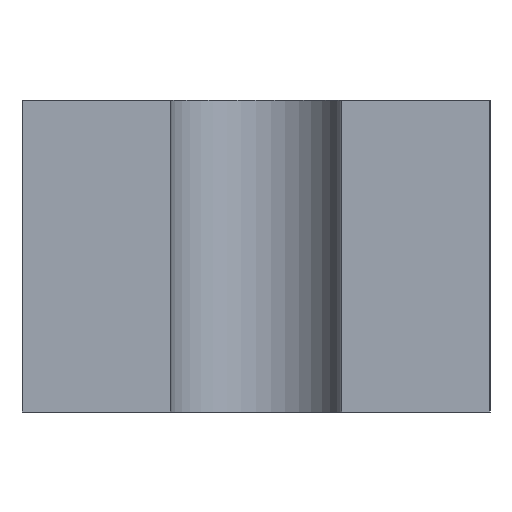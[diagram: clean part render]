
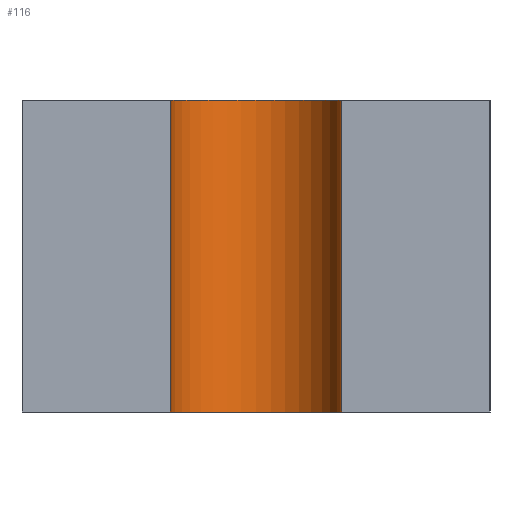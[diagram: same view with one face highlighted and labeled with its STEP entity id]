
A CAD part, left-side view. The second image highlights one B-rep face of the part: STEP entity #116.
In plain terms, the highlighted cylindrical face has radius 11 mm (diameter 22 mm), a partial arc.
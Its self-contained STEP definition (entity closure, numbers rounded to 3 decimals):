
#10 = LINE ( 'NONE', #455, #610 ) ;
#37 = CARTESIAN_POINT ( 'NONE',  ( 0., -11., 40. ) ) ;
#57 = FACE_OUTER_BOUND ( 'NONE', #476, .T. ) ;
#67 = EDGE_CURVE ( 'NONE', #479, #344, #629, .T. ) ;
#111 = DIRECTION ( 'NONE',  ( 0., 0., -1. ) ) ;
#116 = ADVANCED_FACE ( 'NONE', ( #57 ), #454, .F. ) ;
#153 = CARTESIAN_POINT ( 'NONE',  ( 0., 0., -60. ) ) ;
#173 = EDGE_CURVE ( 'NONE', #344, #453, #306, .T. ) ;
#175 = VERTEX_POINT ( 'NONE', #358 ) ;
#200 = CARTESIAN_POINT ( 'NONE',  ( 0., 11., 0. ) ) ;
#239 = ORIENTED_EDGE ( 'NONE', *, *, #511, .T. ) ;
#253 = DIRECTION ( 'NONE',  ( -1., 0., 0. ) ) ;
#262 = DIRECTION ( 'NONE',  ( 1., 0., 0. ) ) ;
#282 = ORIENTED_EDGE ( 'NONE', *, *, #529, .F. ) ;
#286 = AXIS2_PLACEMENT_3D ( 'NONE', #153, #407, #253 ) ;
#288 = AXIS2_PLACEMENT_3D ( 'NONE', #359, #303, #465 ) ;
#303 = DIRECTION ( 'NONE',  ( 0., 0., 1. ) ) ;
#306 = LINE ( 'NONE', #410, #416 ) ;
#307 = AXIS2_PLACEMENT_3D ( 'NONE', #517, #111, #262 ) ;
#344 = VERTEX_POINT ( 'NONE', #636 ) ;
#358 = CARTESIAN_POINT ( 'NONE',  ( 0., 11., 40. ) ) ;
#359 = CARTESIAN_POINT ( 'NONE',  ( 0., 0., 40. ) ) ;
#407 = DIRECTION ( 'NONE',  ( 0., 0., 1. ) ) ;
#410 = CARTESIAN_POINT ( 'NONE',  ( 0., -11., -60. ) ) ;
#416 = VECTOR ( 'NONE', #614, 1000. ) ;
#453 = VERTEX_POINT ( 'NONE', #37 ) ;
#454 = CYLINDRICAL_SURFACE ( 'NONE', #286, 11. ) ;
#455 = CARTESIAN_POINT ( 'NONE',  ( 0., 11., -60. ) ) ;
#465 = DIRECTION ( 'NONE',  ( -1., 0., 0. ) ) ;
#476 = EDGE_LOOP ( 'NONE', ( #239, #282, #541, #649 ) ) ;
#479 = VERTEX_POINT ( 'NONE', #200 ) ;
#511 = EDGE_CURVE ( 'NONE', #453, #175, #570, .T. ) ;
#517 = CARTESIAN_POINT ( 'NONE',  ( 0., 0., 0. ) ) ;
#529 = EDGE_CURVE ( 'NONE', #479, #175, #10, .T. ) ;
#541 = ORIENTED_EDGE ( 'NONE', *, *, #67, .T. ) ;
#564 = DIRECTION ( 'NONE',  ( 0., 0., 1. ) ) ;
#570 = CIRCLE ( 'NONE', #288, 11. ) ;
#610 = VECTOR ( 'NONE', #564, 1000. ) ;
#614 = DIRECTION ( 'NONE',  ( 0., 0., 1. ) ) ;
#629 = CIRCLE ( 'NONE', #307, 11. ) ;
#636 = CARTESIAN_POINT ( 'NONE',  ( 0., -11., 0. ) ) ;
#649 = ORIENTED_EDGE ( 'NONE', *, *, #173, .T. ) ;
